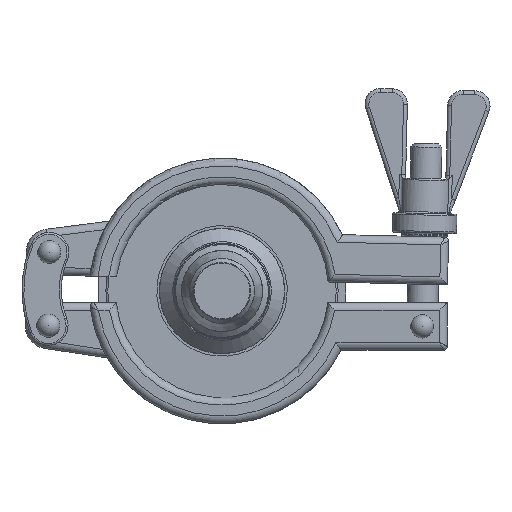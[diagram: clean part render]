
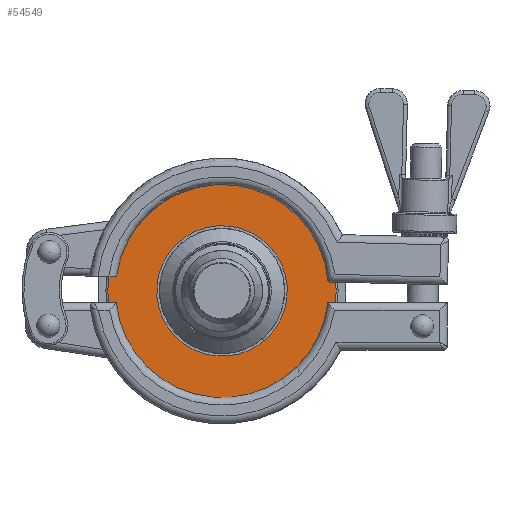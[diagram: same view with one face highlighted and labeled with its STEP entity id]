
A CAD part, front view. The second image highlights one B-rep face of the part: STEP entity #54549.
In plain terms, the highlighted planar face has unit normal (0, -1, 0).
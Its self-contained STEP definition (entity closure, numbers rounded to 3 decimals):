
#4142=FACE_BOUND('',#20376,.T.);
#10967=PLANE('',#55194);
#15996=FACE_OUTER_BOUND('',#20375,.T.);
#20375=EDGE_LOOP('',(#45693));
#20376=EDGE_LOOP('',(#45694));
#20712=CIRCLE('',#55195,29.5);
#20713=CIRCLE('',#55196,16.85);
#23738=VERTEX_POINT('',#166961);
#23739=VERTEX_POINT('',#166963);
#31066=EDGE_CURVE('',#23738,#23738,#20712,.T.);
#31067=EDGE_CURVE('',#23739,#23739,#20713,.T.);
#45693=ORIENTED_EDGE('',*,*,#31066,.F.);
#45694=ORIENTED_EDGE('',*,*,#31067,.T.);
#54549=ADVANCED_FACE('',(#15996,#4142),#10967,.T.);
#55194=AXIS2_PLACEMENT_3D('',#166960,#56756,#56757);
#55195=AXIS2_PLACEMENT_3D('',#166962,#56758,#56759);
#55196=AXIS2_PLACEMENT_3D('',#166964,#56760,#56761);
#56756=DIRECTION('center_axis',(0.,-1.,0.));
#56757=DIRECTION('ref_axis',(0.,0.,
1.));
#56758=DIRECTION('center_axis',(0.,1.,0.));
#56759=DIRECTION('ref_axis',(-1.,0.,0.));
#56760=DIRECTION('center_axis',(0.,1.,0.));
#56761=DIRECTION('ref_axis',(-0.909,0.,-0.418));
#166960=CARTESIAN_POINT('Origin',(22.45,108.3,0.));
#166961=CARTESIAN_POINT('',(0.,108.3,29.5));
#166962=CARTESIAN_POINT('Origin',(0.,108.3,0.));
#166963=CARTESIAN_POINT('',(15.31,108.3,7.038));
#166964=CARTESIAN_POINT('Origin',(0.,108.3,0.));
